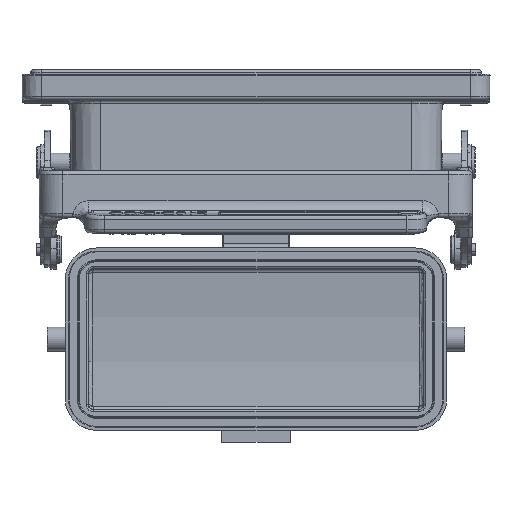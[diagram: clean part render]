
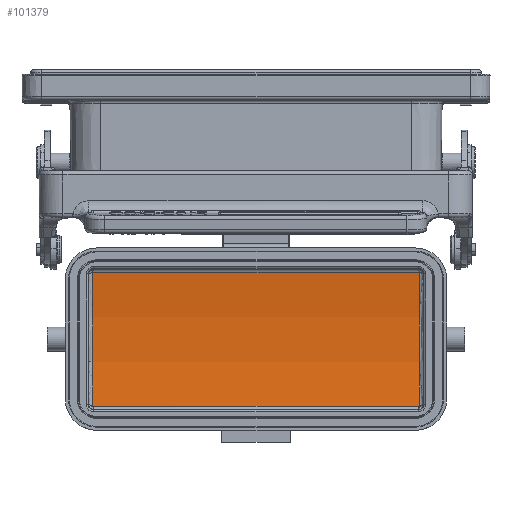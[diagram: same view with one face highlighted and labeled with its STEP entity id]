
A CAD part, top view. The second image highlights one B-rep face of the part: STEP entity #101379.
In plain terms, the highlighted cylindrical face has radius 121.932 mm (diameter 243.864 mm), a partial arc.
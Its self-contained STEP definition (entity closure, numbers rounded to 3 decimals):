
#84686=CARTESIAN_POINT('',(-41.211,16.902,
10.923));
#84706=CARTESIAN_POINT('',(-41.211,-16.903,
10.923));
#84753=CARTESIAN_POINT('',(41.209,-16.902,
10.923));
#84780=CARTESIAN_POINT('',(41.211,16.903,10.923));
#84805=CARTESIAN_POINT('',(41.205,0.,-109.832));
#84806=DIRECTION('',(-1.,0.,0.));
#84807=DIRECTION('',(0.,-0.139,0.99));
#84808=AXIS2_PLACEMENT_3D('',#84805,#84806,#84807);
#84810=DIRECTION('',(-1.,0.,0.));
#84811=VECTOR('',#84810,82.422);
#84812=CARTESIAN_POINT('',(41.211,16.903,10.923));
#84813=LINE('',#84812,#84811);
#84814=CARTESIAN_POINT('',(-41.205,0.,-109.832));
#84815=DIRECTION('',(1.,0.,0.));
#84816=DIRECTION('',(0.,0.139,0.99));
#84817=AXIS2_PLACEMENT_3D('',#84814,#84815,#84816);
#84819=DIRECTION('',(1.,0.,0.));
#84820=VECTOR('',#84819,82.42);
#84821=CARTESIAN_POINT('',(-41.211,-16.903,
10.923));
#84822=LINE('',#84821,#84820);
#88397=VERTEX_POINT('',#84686);
#88398=VERTEX_POINT('',#84706);
#88399=VERTEX_POINT('',#84753);
#88400=VERTEX_POINT('',#84780);
#101368=CARTESIAN_POINT('',(-44.3,0.,-109.832));
#101369=DIRECTION('',(-1.,0.,0.));
#101370=DIRECTION('',(0.,-1.,0.));
#101371=AXIS2_PLACEMENT_3D('',#101368,#101369,#101370);
#101372=CYLINDRICAL_SURFACE('',#101371,121.932);
#101373=ORIENTED_EDGE('',*,*,#101271,.T.);
#101374=ORIENTED_EDGE('',*,*,#101354,.T.);
#101375=ORIENTED_EDGE('',*,*,#101105,.T.);
#101376=ORIENTED_EDGE('',*,*,#101187,.T.);
#101377=EDGE_LOOP('',(#101373,#101374,#101375,#101376));
#101378=FACE_OUTER_BOUND('',#101377,.F.);
#101379=ADVANCED_FACE('',(#101378),#101372,.F.);
#84809=CIRCLE('',#84808,121.932);
#84818=CIRCLE('',#84817,121.932);
#101105=EDGE_CURVE('',#88397,#88398,#84818,.T.);
#101187=EDGE_CURVE('',#88398,#88399,#84822,.T.);
#101271=EDGE_CURVE('',#88399,#88400,#84809,.T.);
#101354=EDGE_CURVE('',#88400,#88397,#84813,.T.);
